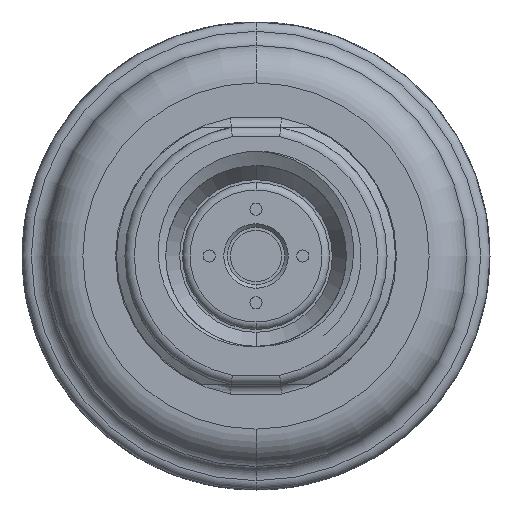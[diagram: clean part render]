
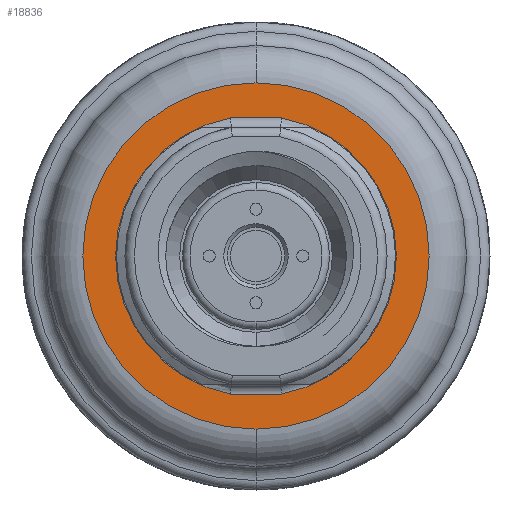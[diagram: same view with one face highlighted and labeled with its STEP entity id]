
A CAD part, front view. The second image highlights one B-rep face of the part: STEP entity #18836.
In plain terms, the highlighted planar face has unit normal (0, -1, 0).
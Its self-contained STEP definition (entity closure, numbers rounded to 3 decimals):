
#2379=CARTESIAN_POINT('',(0.,-3.,0.));
#2380=DIRECTION('',(0.,-1.,0.));
#2381=DIRECTION('',(0.,0.,-1.));
#2382=AXIS2_PLACEMENT_3D('',#2379,#2380,#2381);
#2384=CARTESIAN_POINT('',(0.,-3.,0.));
#2385=DIRECTION('',(0.,-1.,0.));
#2386=DIRECTION('',(0.,0.,1.));
#2387=AXIS2_PLACEMENT_3D('',#2384,#2385,#2386);
#2389=CARTESIAN_POINT('',(0.,-3.,0.));
#2390=DIRECTION('',(0.,-1.,0.));
#2391=DIRECTION('',(-0.182,0.,0.983));
#2392=AXIS2_PLACEMENT_3D('',#2389,#2390,#2391);
#2394=DIRECTION('',(1.,0.,0.));
#2395=VECTOR('',#2394,5.454);
#2396=CARTESIAN_POINT('',(-2.727,-3.,-14.75));
#2397=LINE('',#2396,#2395);
#2398=CARTESIAN_POINT('',(0.,-3.,0.));
#2399=DIRECTION('',(0.,-1.,0.));
#2400=DIRECTION('',(0.182,0.,-0.983));
#2401=AXIS2_PLACEMENT_3D('',#2398,#2399,#2400);
#2403=DIRECTION('',(-1.,0.,0.));
#2404=VECTOR('',#2403,5.454);
#2405=CARTESIAN_POINT('',(2.727,-3.,14.75));
#2406=LINE('',#2405,#2404);
#14693=CARTESIAN_POINT('',(-2.727,-3.,14.75));
#14694=CARTESIAN_POINT('',(-2.727,-3.,-14.75));
#14695=VERTEX_POINT('',#14693);
#14696=VERTEX_POINT('',#14694);
#14701=CARTESIAN_POINT('',(2.727,-3.,-14.75));
#14702=CARTESIAN_POINT('',(2.727,-3.,14.75));
#14703=VERTEX_POINT('',#14701);
#14704=VERTEX_POINT('',#14702);
#14953=CARTESIAN_POINT('',(0.,-3.,-18.5));
#14954=CARTESIAN_POINT('',(0.,-3.,18.5));
#14955=VERTEX_POINT('',#14953);
#14956=VERTEX_POINT('',#14954);
#18816=CARTESIAN_POINT('',(0.,-3.,0.));
#18817=DIRECTION('',(0.,-1.,0.));
#18818=DIRECTION('',(0.,0.,1.));
#18819=AXIS2_PLACEMENT_3D('',#18816,#18817,#18818);
#18820=PLANE('',#18819);
#18822=ORIENTED_EDGE('',*,*,#18821,.F.);
#18824=ORIENTED_EDGE('',*,*,#18823,.F.);
#18825=EDGE_LOOP('',(#18822,#18824));
#18826=FACE_OUTER_BOUND('',#18825,.F.);
#18827=ORIENTED_EDGE('',*,*,#18806,.T.);
#18829=ORIENTED_EDGE('',*,*,#18828,.T.);
#18831=ORIENTED_EDGE('',*,*,#18830,.T.);
#18833=ORIENTED_EDGE('',*,*,#18832,.T.);
#18834=EDGE_LOOP('',(#18827,#18829,#18831,#18833));
#18835=FACE_BOUND('',#18834,.F.);
#18836=ADVANCED_FACE('',(#18826,#18835),#18820,.T.);
#2383=CIRCLE('',#2382,18.5);
#2388=CIRCLE('',#2387,18.5);
#2393=CIRCLE('',#2392,15.);
#2402=CIRCLE('',#2401,15.);
#18806=EDGE_CURVE('',#14695,#14696,#2393,.T.);
#18821=EDGE_CURVE('',#14955,#14956,#2383,.T.);
#18823=EDGE_CURVE('',#14956,#14955,#2388,.T.);
#18828=EDGE_CURVE('',#14696,#14703,#2397,.T.);
#18830=EDGE_CURVE('',#14703,#14704,#2402,.T.);
#18832=EDGE_CURVE('',#14704,#14695,#2406,.T.);
